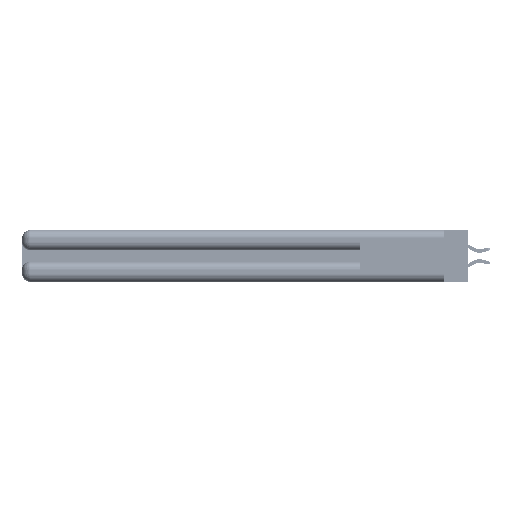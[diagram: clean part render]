
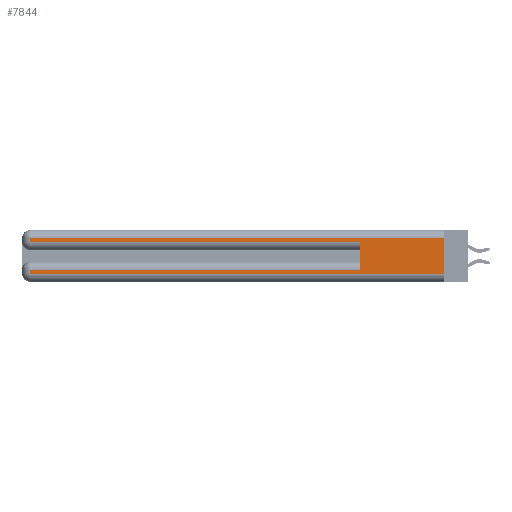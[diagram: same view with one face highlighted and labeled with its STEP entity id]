
A CAD part, left-side view. The second image highlights one B-rep face of the part: STEP entity #7844.
In plain terms, the highlighted planar face has unit normal (-1, 0, 0).
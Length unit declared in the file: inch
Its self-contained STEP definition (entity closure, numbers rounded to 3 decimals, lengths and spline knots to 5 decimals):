
#569 = CARTESIAN_POINT ( 'NONE',  ( 0., 0., 0.06 ) ) ;
#831 = VERTEX_POINT ( 'NONE', #25916 ) ;
#1772 = VERTEX_POINT ( 'NONE', #37323 ) ;
#2479 = ORIENTED_EDGE ( 'NONE', *, *, #36979, .T. ) ;
#3852 = LINE ( 'NONE', #5381, #12285 ) ;
#4067 = ORIENTED_EDGE ( 'NONE', *, *, #15418, .T. ) ;
#5381 = CARTESIAN_POINT ( 'NONE',  ( 0., 0., 0.085 ) ) ;
#7844 = ADVANCED_FACE ( 'NONE', ( #37207 ), #46716, .F. ) ;
#9053 = EDGE_CURVE ( 'NONE', #48806, #52278, #28068, .T. ) ;
#11518 = VERTEX_POINT ( 'NONE', #51418 ) ;
#11877 = VERTEX_POINT ( 'NONE', #15624 ) ;
#12167 = LINE ( 'NONE', #42627, #50966 ) ;
#12285 = VECTOR ( 'NONE', #34300, 39.37008 ) ;
#12772 = VECTOR ( 'NONE', #37897, 39.37008 ) ;
#15377 = LINE ( 'NONE', #43110, #32793 ) ;
#15418 = EDGE_CURVE ( 'NONE', #11877, #51946, #20497, .T. ) ;
#15425 = DIRECTION ( 'NONE',  ( 0., 0., 1. ) ) ;
#15624 = CARTESIAN_POINT ( 'NONE',  ( 0., 2.94, 0.06 ) ) ;
#16500 = CARTESIAN_POINT ( 'NONE',  ( 0., 2.94, 0.37 ) ) ;
#17271 = DIRECTION ( 'NONE',  ( 0., 0., -1. ) ) ;
#18039 = LINE ( 'NONE', #27857, #41276 ) ;
#18278 = CARTESIAN_POINT ( 'NONE',  ( 0., 2.94, 0.31 ) ) ;
#18978 = CARTESIAN_POINT ( 'NONE',  ( 0., 0., 0.31 ) ) ;
#20497 = LINE ( 'NONE', #569, #12772 ) ;
#20977 = DIRECTION ( 'NONE',  ( 0., 0., -1. ) ) ;
#22353 = DIRECTION ( 'NONE',  ( 0., 0., -1. ) ) ;
#22432 = LINE ( 'NONE', #16500, #41149 ) ;
#22873 = VERTEX_POINT ( 'NONE', #40900 ) ;
#22888 = ORIENTED_EDGE ( 'NONE', *, *, #9053, .T. ) ;
#25916 = CARTESIAN_POINT ( 'NONE',  ( 0., 0.6, 0.285 ) ) ;
#26326 = EDGE_CURVE ( 'NONE', #1772, #831, #12167, .T. ) ;
#26584 = ORIENTED_EDGE ( 'NONE', *, *, #51784, .T. ) ;
#27857 = CARTESIAN_POINT ( 'NONE',  ( 0., 0.6, 0.145 ) ) ;
#28068 = LINE ( 'NONE', #39793, #32552 ) ;
#31044 = LINE ( 'NONE', #45177, #39428 ) ;
#31108 = ORIENTED_EDGE ( 'NONE', *, *, #26326, .T. ) ;
#31220 = CARTESIAN_POINT ( 'NONE',  ( 0., 0., 0.06 ) ) ;
#32552 = VECTOR ( 'NONE', #48683, 39.37008 ) ;
#32793 = VECTOR ( 'NONE', #38953, 39.37008 ) ;
#34300 = DIRECTION ( 'NONE',  ( 0., 1., 0. ) ) ;
#34429 = CARTESIAN_POINT ( 'NONE',  ( 0., 0., 0.37 ) ) ;
#34779 = DIRECTION ( 'NONE',  ( 1., 0., 0. ) ) ;
#36845 = EDGE_LOOP ( 'NONE', ( #53188, #22888, #39136, #31108, #52662, #26584, #2479, #4067 ) ) ;
#36979 = EDGE_CURVE ( 'NONE', #11518, #11877, #22432, .T. ) ;
#37207 = FACE_OUTER_BOUND ( 'NONE', #36845, .T. ) ;
#37323 = CARTESIAN_POINT ( 'NONE',  ( 0., 2.94, 0.285 ) ) ;
#37897 = DIRECTION ( 'NONE',  ( 0., -1., 0. ) ) ;
#37919 = DIRECTION ( 'NONE',  ( 0., -1., 0. ) ) ;
#38953 = DIRECTION ( 'NONE',  ( 0., 0., -1. ) ) ;
#39136 = ORIENTED_EDGE ( 'NONE', *, *, #53064, .T. ) ;
#39428 = VECTOR ( 'NONE', #20977, 39.37008 ) ;
#39793 = CARTESIAN_POINT ( 'NONE',  ( 0., 0., 0.31 ) ) ;
#40900 = CARTESIAN_POINT ( 'NONE',  ( 0., 0.6, 0.085 ) ) ;
#41149 = VECTOR ( 'NONE', #17271, 39.37008 ) ;
#41276 = VECTOR ( 'NONE', #15425, 39.37008 ) ;
#41952 = EDGE_CURVE ( 'NONE', #22873, #831, #18039, .T. ) ;
#42627 = CARTESIAN_POINT ( 'NONE',  ( 0., 0., 0.285 ) ) ;
#43110 = CARTESIAN_POINT ( 'NONE',  ( 0., 2.94, 0.37 ) ) ;
#45177 = CARTESIAN_POINT ( 'NONE',  ( 0., 0., 0.37 ) ) ;
#46455 = AXIS2_PLACEMENT_3D ( 'NONE', #34429, #34779, #22353 ) ;
#46716 = PLANE ( 'NONE',  #46455 ) ;
#48683 = DIRECTION ( 'NONE',  ( 0., 1., 0. ) ) ;
#48806 = VERTEX_POINT ( 'NONE', #18978 ) ;
#50966 = VECTOR ( 'NONE', #37919, 39.37008 ) ;
#51418 = CARTESIAN_POINT ( 'NONE',  ( 0., 2.94, 0.085 ) ) ;
#51674 = EDGE_CURVE ( 'NONE', #48806, #51946, #31044, .T. ) ;
#51784 = EDGE_CURVE ( 'NONE', #22873, #11518, #3852, .T. ) ;
#51946 = VERTEX_POINT ( 'NONE', #31220 ) ;
#52278 = VERTEX_POINT ( 'NONE', #18278 ) ;
#52662 = ORIENTED_EDGE ( 'NONE', *, *, #41952, .F. ) ;
#53064 = EDGE_CURVE ( 'NONE', #52278, #1772, #15377, .T. ) ;
#53188 = ORIENTED_EDGE ( 'NONE', *, *, #51674, .F. ) ;
